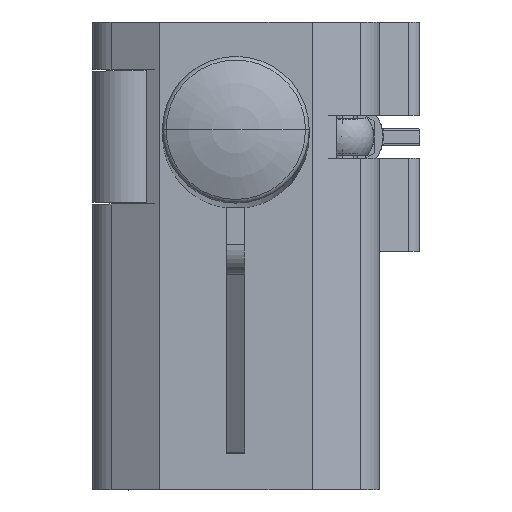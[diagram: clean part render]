
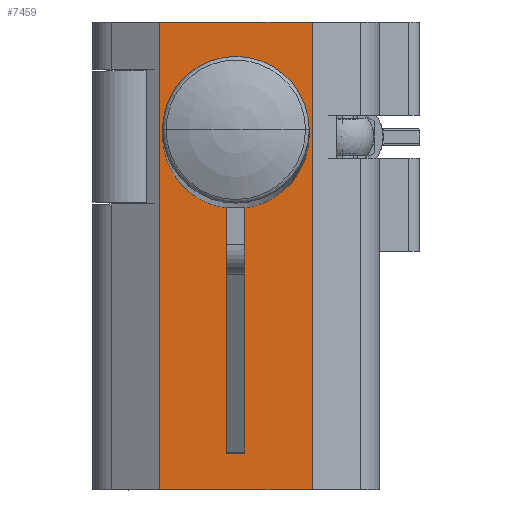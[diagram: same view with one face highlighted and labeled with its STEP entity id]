
A CAD part, top view. The second image highlights one B-rep face of the part: STEP entity #7459.
In plain terms, the highlighted face is planar.
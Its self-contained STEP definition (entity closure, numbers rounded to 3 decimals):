
#194 = EDGE_CURVE ( 'NONE', #1714, #7915, #9101, .T. ) ;
#508 = ORIENTED_EDGE ( 'NONE', *, *, #666, .T. ) ;
#666 = EDGE_CURVE ( 'NONE', #2157, #1714, #3184, .T. ) ;
#877 = LINE ( 'NONE', #2341, #1946 ) ;
#1008 = EDGE_LOOP ( 'NONE', ( #1160, #8820, #1387, #508 ) ) ;
#1160 = ORIENTED_EDGE ( 'NONE', *, *, #194, .T. ) ;
#1387 = ORIENTED_EDGE ( 'NONE', *, *, #2840, .F. ) ;
#1714 = VERTEX_POINT ( 'NONE', #10288 ) ;
#1946 = VECTOR ( 'NONE', #3282, 1000. ) ;
#1971 = CARTESIAN_POINT ( 'NONE',  ( -25., 0., -76.5 ) ) ;
#2157 = VERTEX_POINT ( 'NONE', #5862 ) ;
#2341 = CARTESIAN_POINT ( 'NONE',  ( -25., 0., 76.5 ) ) ;
#2840 = EDGE_CURVE ( 'NONE', #2157, #5523, #877, .T. ) ;
#3184 = LINE ( 'NONE', #5440, #8325 ) ;
#3282 = DIRECTION ( 'NONE',  ( 1., 0., 0. ) ) ;
#3554 = PLANE ( 'NONE',  #5008 ) ;
#3678 = LINE ( 'NONE', #10137, #10264 ) ;
#5008 = AXIS2_PLACEMENT_3D ( 'NONE', #6723, #7283, #9904 ) ;
#5096 = CARTESIAN_POINT ( 'NONE',  ( 25., 0., -76.5 ) ) ;
#5440 = CARTESIAN_POINT ( 'NONE',  ( -25., 0., 76.5 ) ) ;
#5451 = EDGE_CURVE ( 'NONE', #5523, #7915, #3678, .T. ) ;
#5523 = VERTEX_POINT ( 'NONE', #9735 ) ;
#5862 = CARTESIAN_POINT ( 'NONE',  ( -25., 0., 76.5 ) ) ;
#6215 = VECTOR ( 'NONE', #8572, 1000. ) ;
#6723 = CARTESIAN_POINT ( 'NONE',  ( -25., 0., 76.5 ) ) ;
#7283 = DIRECTION ( 'NONE',  ( 0., 1., 0. ) ) ;
#7392 = FACE_OUTER_BOUND ( 'NONE', #1008, .T. ) ;
#7459 = ADVANCED_FACE ( 'NONE', ( #7392 ), #3554, .F. ) ;
#7915 = VERTEX_POINT ( 'NONE', #5096 ) ;
#8325 = VECTOR ( 'NONE', #8603, 1000. ) ;
#8572 = DIRECTION ( 'NONE',  ( 1., 0., 0. ) ) ;
#8603 = DIRECTION ( 'NONE',  ( 0., 0., -1. ) ) ;
#8820 = ORIENTED_EDGE ( 'NONE', *, *, #5451, .F. ) ;
#9101 = LINE ( 'NONE', #1971, #6215 ) ;
#9735 = CARTESIAN_POINT ( 'NONE',  ( 25., 0., 76.5 ) ) ;
#9904 = DIRECTION ( 'NONE',  ( 0., 0., 1. ) ) ;
#10030 = DIRECTION ( 'NONE',  ( 0., 0., -1. ) ) ;
#10137 = CARTESIAN_POINT ( 'NONE',  ( 25., 0., 76.5 ) ) ;
#10264 = VECTOR ( 'NONE', #10030, 1000. ) ;
#10288 = CARTESIAN_POINT ( 'NONE',  ( -25., 0., -76.5 ) ) ;
